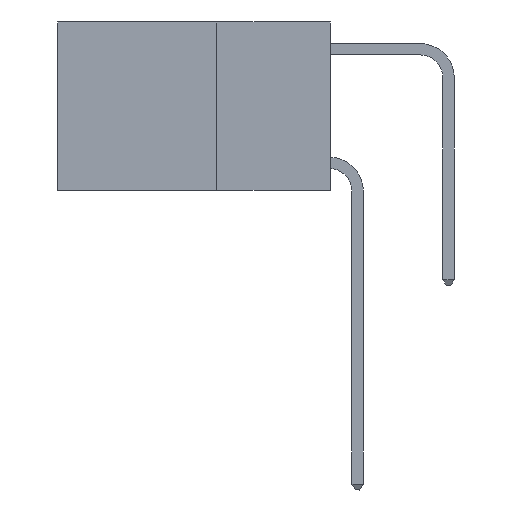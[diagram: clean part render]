
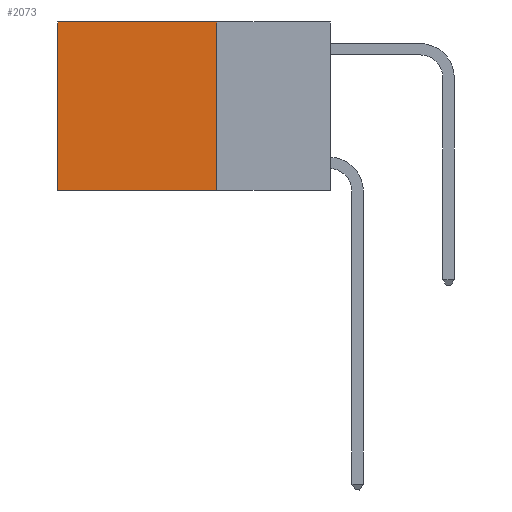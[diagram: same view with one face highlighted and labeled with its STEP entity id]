
A CAD part, left-side view. The second image highlights one B-rep face of the part: STEP entity #2073.
In plain terms, the highlighted planar face has unit normal (-1, 0, 0).
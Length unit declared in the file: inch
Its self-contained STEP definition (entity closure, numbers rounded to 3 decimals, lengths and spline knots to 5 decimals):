
#323 = LINE ( 'NONE', #19615, #3549 ) ;
#1558 = FACE_OUTER_BOUND ( 'NONE', #20189, .T. ) ;
#1692 = ORIENTED_EDGE ( 'NONE', *, *, #2752, .F. ) ;
#2073 = ADVANCED_FACE ( 'NONE', ( #1558 ), #11981, .F. ) ;
#2752 = EDGE_CURVE ( 'NONE', #14542, #10293, #6730, .T. ) ;
#2762 = DIRECTION ( 'NONE',  ( 0., 1., 0. ) ) ;
#3549 = VECTOR ( 'NONE', #8497, 39.37008 ) ;
#6192 = CARTESIAN_POINT ( 'NONE',  ( 0.2625, 0.25, 0. ) ) ;
#6288 = DIRECTION ( 'NONE',  ( 0., 0., -1. ) ) ;
#6730 = LINE ( 'NONE', #17470, #9951 ) ;
#7745 = ORIENTED_EDGE ( 'NONE', *, *, #20130, .T. ) ;
#8497 = DIRECTION ( 'NONE',  ( 0., 0., -1. ) ) ;
#9951 = VECTOR ( 'NONE', #2762, 39.37008 ) ;
#10010 = AXIS2_PLACEMENT_3D ( 'NONE', #10232, #17463, #6288 ) ;
#10160 = CARTESIAN_POINT ( 'NONE',  ( 0.2625, 0.25, -0.37 ) ) ;
#10232 = CARTESIAN_POINT ( 'NONE',  ( 0.2625, 0.25, 0. ) ) ;
#10293 = VERTEX_POINT ( 'NONE', #17162 ) ;
#11981 = PLANE ( 'NONE',  #10010 ) ;
#12837 = VECTOR ( 'NONE', #22765, 39.37008 ) ;
#13165 = ORIENTED_EDGE ( 'NONE', *, *, #20278, .F. ) ;
#13984 = LINE ( 'NONE', #14685, #17783 ) ;
#14542 = VERTEX_POINT ( 'NONE', #10160 ) ;
#14685 = CARTESIAN_POINT ( 'NONE',  ( 0.2625, 0.6, 0. ) ) ;
#15275 = CARTESIAN_POINT ( 'NONE',  ( 0.2625, 0.6, 0. ) ) ;
#15457 = ORIENTED_EDGE ( 'NONE', *, *, #22989, .T. ) ;
#17162 = CARTESIAN_POINT ( 'NONE',  ( 0.2625, 0.6, -0.37 ) ) ;
#17463 = DIRECTION ( 'NONE',  ( 1., 0., 0. ) ) ;
#17470 = CARTESIAN_POINT ( 'NONE',  ( 0.2625, 0.25, -0.37 ) ) ;
#17783 = VECTOR ( 'NONE', #20241, 39.37008 ) ;
#18273 = VERTEX_POINT ( 'NONE', #15275 ) ;
#19537 = CARTESIAN_POINT ( 'NONE',  ( 0.2625, 0.25, 0. ) ) ;
#19615 = CARTESIAN_POINT ( 'NONE',  ( 0.2625, 0.25, 0. ) ) ;
#20130 = EDGE_CURVE ( 'NONE', #18273, #10293, #13984, .T. ) ;
#20189 = EDGE_LOOP ( 'NONE', ( #7745, #1692, #13165, #15457 ) ) ;
#20241 = DIRECTION ( 'NONE',  ( 0., 0., -1. ) ) ;
#20278 = EDGE_CURVE ( 'NONE', #23125, #14542, #323, .T. ) ;
#22414 = LINE ( 'NONE', #6192, #12837 ) ;
#22765 = DIRECTION ( 'NONE',  ( 0., 1., 0. ) ) ;
#22989 = EDGE_CURVE ( 'NONE', #23125, #18273, #22414, .T. ) ;
#23125 = VERTEX_POINT ( 'NONE', #19537 ) ;
